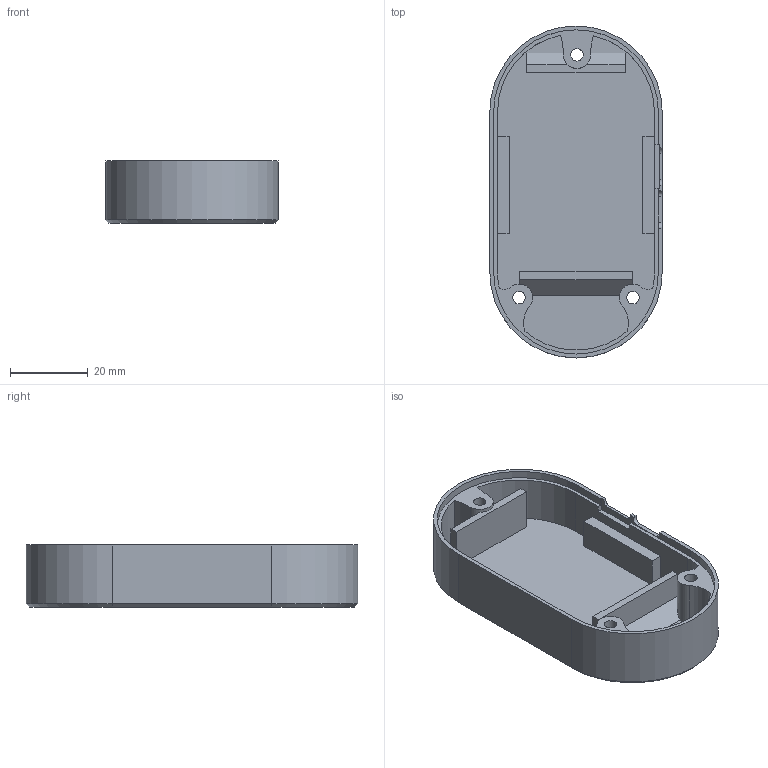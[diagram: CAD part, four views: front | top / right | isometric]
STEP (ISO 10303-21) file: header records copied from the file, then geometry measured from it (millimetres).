
FILE_DESCRIPTION(/* description */ (''),/* implementation_level */ '2;1');
FILE_NAME(/* name */ 'Bottom.step',/* time_stamp */ '2025-05-10T08:46:15+02:00',/* author */ (''),/* organization */ (''),/* preprocessor_version */ 'ST-DEVELOPER v20.1',/* originating_system */ 'Autodesk Translation Framework v14.4.0.0',/* authorisation */ '');
FILE_SCHEMA (('AUTOMOTIVE_DESIGN { 1 0 10303 214 3 1 1 }'));
Length unit declared in the file: millimetre
Products named in the file (1): Bottom
Bounding box: 44.5 x 85.61 x 16 mm (x, y, z)
Volume: 16027.1 mm3; surface area: 15215.9 mm2
Topology: 1 solids, 1 shells, 80 faces, 221 edges, 146 vertices
Faces by surface type: plane 50, cylinder 28, cone 2
Full cylindrical faces by diameter (mm): 3.2 x3, 5.8 x3
Entity records: 2611 total; most frequent: DIRECTION 449, CARTESIAN_POINT 448, ORIENTED_EDGE 442, EDGE_CURVE 221, LINE 155, VECTOR 155, AXIS2_PLACEMENT_3D 147, VERTEX_POINT 146
